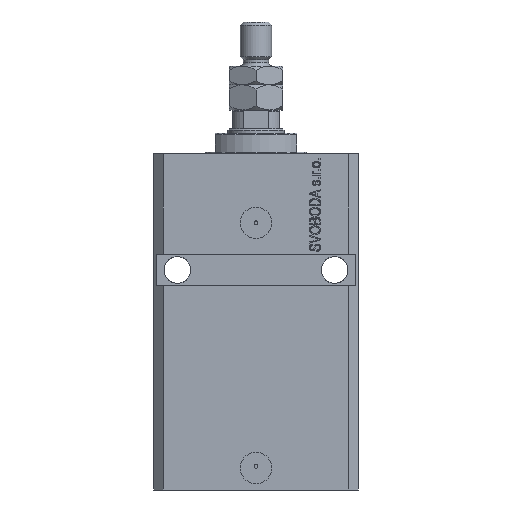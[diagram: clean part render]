
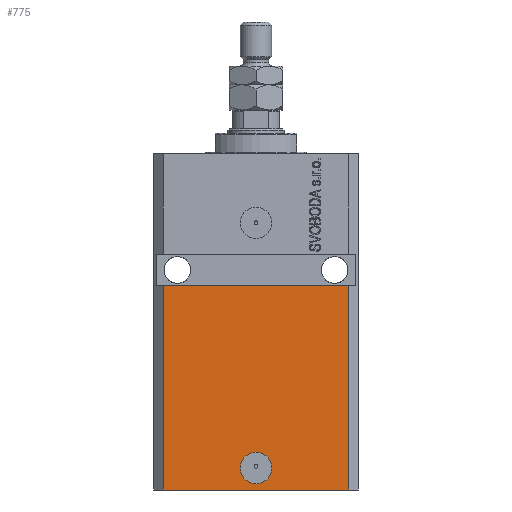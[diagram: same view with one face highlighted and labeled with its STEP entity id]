
A CAD part, front view. The second image highlights one B-rep face of the part: STEP entity #775.
In plain terms, the highlighted planar face has unit normal (0, -1, 0).
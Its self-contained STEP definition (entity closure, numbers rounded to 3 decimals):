
#113 = VECTOR ( 'NONE', #5899, 1000. ) ;
#119 = VERTEX_POINT ( 'NONE', #18595 ) ;
#775 = ADVANCED_FACE ( 'NONE', ( #26375, #15324 ), #1860, .T. ) ;
#1164 = CARTESIAN_POINT ( 'NONE',  ( -29.5, -22.5, -107. ) ) ;
#1352 = AXIS2_PLACEMENT_3D ( 'NONE', #20741, #6140, #42570 ) ;
#1359 = EDGE_CURVE ( 'NONE', #26090, #119, #10508, .T. ) ;
#1860 = PLANE ( 'NONE',  #11245 ) ;
#5839 = CARTESIAN_POINT ( 'NONE',  ( -29.5, -22.5, -107. ) ) ;
#5899 = DIRECTION ( 'NONE',  ( 0., 0., 1. ) ) ;
#5987 = DIRECTION ( 'NONE',  ( 1., 0., 0. ) ) ;
#6140 = DIRECTION ( 'NONE',  ( 0., -1., 0. ) ) ;
#6886 = EDGE_CURVE ( 'NONE', #14270, #43878, #26251, .T. ) ;
#7086 = ORIENTED_EDGE ( 'NONE', *, *, #24961, .T. ) ;
#8247 = DIRECTION ( 'NONE',  ( 1., 0., 0. ) ) ;
#8549 = ORIENTED_EDGE ( 'NONE', *, *, #1359, .F. ) ;
#8821 = VERTEX_POINT ( 'NONE', #12448 ) ;
#10508 = CIRCLE ( 'NONE', #42789, 5. ) ;
#11213 = EDGE_LOOP ( 'NONE', ( #34072, #17998, #44398, #7086 ) ) ;
#11245 = AXIS2_PLACEMENT_3D ( 'NONE', #1164, #40706, #8247 ) ;
#12448 = CARTESIAN_POINT ( 'NONE',  ( 29.5, -22.5, -42. ) ) ;
#13479 = DIRECTION ( 'NONE',  ( 0., 0., 1. ) ) ;
#14270 = VERTEX_POINT ( 'NONE', #5839 ) ;
#15324 = FACE_OUTER_BOUND ( 'NONE', #11213, .T. ) ;
#16490 = CARTESIAN_POINT ( 'NONE',  ( -5., -22.5, -100. ) ) ;
#17303 = VERTEX_POINT ( 'NONE', #26984 ) ;
#17998 = ORIENTED_EDGE ( 'NONE', *, *, #46541, .F. ) ;
#18595 = CARTESIAN_POINT ( 'NONE',  ( 5., -22.5, -100. ) ) ;
#19192 = CARTESIAN_POINT ( 'NONE',  ( -29.5, -22.5, -107. ) ) ;
#19880 = DIRECTION ( 'NONE',  ( 1., 0., 0. ) ) ;
#20741 = CARTESIAN_POINT ( 'NONE',  ( 0., -22.5, -100. ) ) ;
#22141 = VECTOR ( 'NONE', #34013, 1000. ) ;
#23114 = EDGE_CURVE ( 'NONE', #119, #26090, #27679, .T. ) ;
#24961 = EDGE_CURVE ( 'NONE', #43878, #8821, #45661, .T. ) ;
#26090 = VERTEX_POINT ( 'NONE', #16490 ) ;
#26251 = LINE ( 'NONE', #19192, #22141 ) ;
#26375 = FACE_BOUND ( 'NONE', #28070, .T. ) ;
#26743 = ORIENTED_EDGE ( 'NONE', *, *, #23114, .F. ) ;
#26945 = CARTESIAN_POINT ( 'NONE',  ( -32.5, -22.5, -42. ) ) ;
#26984 = CARTESIAN_POINT ( 'NONE',  ( -29.5, -22.5, -42. ) ) ;
#27679 = CIRCLE ( 'NONE', #1352, 5. ) ;
#27704 = VECTOR ( 'NONE', #19880, 1000. ) ;
#28070 = EDGE_LOOP ( 'NONE', ( #26743, #8549 ) ) ;
#31131 = CARTESIAN_POINT ( 'NONE',  ( 29.5, -22.5, -107. ) ) ;
#31178 = DIRECTION ( 'NONE',  ( 0., -1., 0. ) ) ;
#33933 = CARTESIAN_POINT ( 'NONE',  ( -29.5, -22.5, -107. ) ) ;
#34013 = DIRECTION ( 'NONE',  ( 1., 0., 0. ) ) ;
#34072 = ORIENTED_EDGE ( 'NONE', *, *, #34371, .F. ) ;
#34371 = EDGE_CURVE ( 'NONE', #17303, #8821, #45243, .T. ) ;
#34891 = CARTESIAN_POINT ( 'NONE',  ( 29.5, -22.5, -107. ) ) ;
#39699 = VECTOR ( 'NONE', #13479, 1000. ) ;
#40706 = DIRECTION ( 'NONE',  ( 0., -1., 0. ) ) ;
#41961 = CARTESIAN_POINT ( 'NONE',  ( 0., -22.5, -100. ) ) ;
#42570 = DIRECTION ( 'NONE',  ( 1., 0., 0. ) ) ;
#42789 = AXIS2_PLACEMENT_3D ( 'NONE', #41961, #31178, #5987 ) ;
#43878 = VERTEX_POINT ( 'NONE', #34891 ) ;
#44398 = ORIENTED_EDGE ( 'NONE', *, *, #6886, .T. ) ;
#44706 = LINE ( 'NONE', #33933, #113 ) ;
#45243 = LINE ( 'NONE', #26945, #27704 ) ;
#45661 = LINE ( 'NONE', #31131, #39699 ) ;
#46541 = EDGE_CURVE ( 'NONE', #14270, #17303, #44706, .T. ) ;
